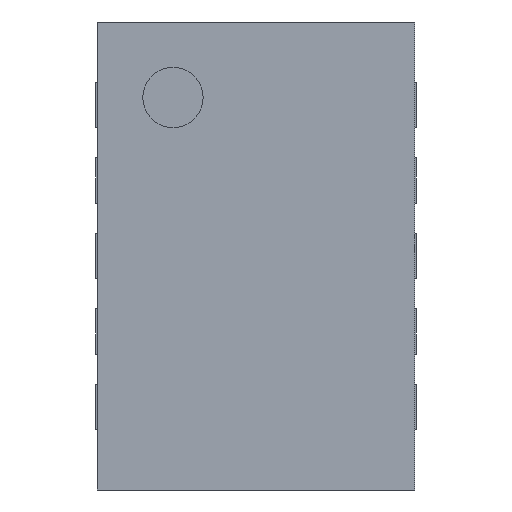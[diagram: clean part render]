
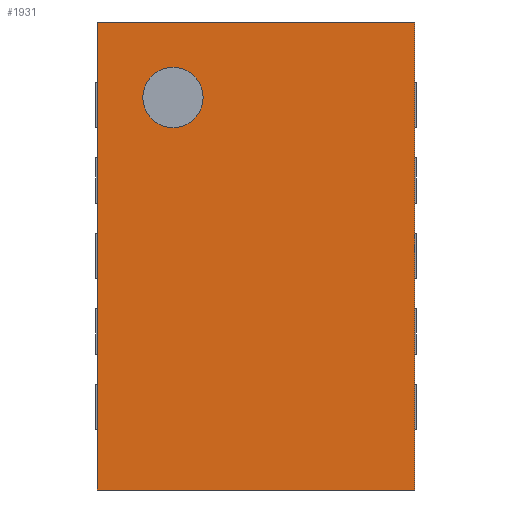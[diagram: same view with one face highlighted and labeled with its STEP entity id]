
A CAD part, front view. The second image highlights one B-rep face of the part: STEP entity #1931.
In plain terms, the highlighted planar face has unit normal (0, -1, 0).
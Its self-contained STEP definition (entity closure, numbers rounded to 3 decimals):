
#11 = CARTESIAN_POINT ( 'NONE',  ( -1.05, -0.8, 1.55 ) ) ;
#111 = DIRECTION ( 'NONE',  ( 0., 0., 1. ) ) ;
#167 = VECTOR ( 'NONE', #1761, 1000. ) ;
#218 = PLANE ( 'NONE',  #2778 ) ;
#367 = EDGE_CURVE ( 'NONE', #1823, #917, #1503, .T. ) ;
#444 = AXIS2_PLACEMENT_3D ( 'NONE', #3585, #2874, #1027 ) ;
#712 = DIRECTION ( 'NONE',  ( 0., 0., -1. ) ) ;
#769 = EDGE_LOOP ( 'NONE', ( #3996, #2290 ) ) ;
#917 = VERTEX_POINT ( 'NONE', #3872 ) ;
#1000 = VECTOR ( 'NONE', #3366, 1000. ) ;
#1026 = VERTEX_POINT ( 'NONE', #3656 ) ;
#1027 = DIRECTION ( 'NONE',  ( 0., 0., 1. ) ) ;
#1039 = AXIS2_PLACEMENT_3D ( 'NONE', #1971, #2889, #3233 ) ;
#1051 = VERTEX_POINT ( 'NONE', #3271 ) ;
#1148 = VECTOR ( 'NONE', #3696, 1000. ) ;
#1162 = CARTESIAN_POINT ( 'NONE',  ( -1.05, -0.8, 1.55 ) ) ;
#1204 = EDGE_CURVE ( 'NONE', #1868, #1788, #1894, .T. ) ;
#1380 = ORIENTED_EDGE ( 'NONE', *, *, #3314, .F. ) ;
#1503 = CIRCLE ( 'NONE', #444, 0.2 ) ;
#1663 = DIRECTION ( 'NONE',  ( 0., -1., 0. ) ) ;
#1761 = DIRECTION ( 'NONE',  ( -1., 0., 0. ) ) ;
#1788 = VERTEX_POINT ( 'NONE', #2756 ) ;
#1823 = VERTEX_POINT ( 'NONE', #3018 ) ;
#1864 = ORIENTED_EDGE ( 'NONE', *, *, #3662, .F. ) ;
#1868 = VERTEX_POINT ( 'NONE', #3385 ) ;
#1894 = LINE ( 'NONE', #2428, #1148 ) ;
#1931 = ADVANCED_FACE ( 'NONE', ( #2198, #3501 ), #218, .T. ) ;
#1971 = CARTESIAN_POINT ( 'NONE',  ( -0.55, -0.8, 1.05 ) ) ;
#2070 = ORIENTED_EDGE ( 'NONE', *, *, #1204, .F. ) ;
#2198 = FACE_BOUND ( 'NONE', #769, .T. ) ;
#2290 = ORIENTED_EDGE ( 'NONE', *, *, #367, .T. ) ;
#2421 = EDGE_LOOP ( 'NONE', ( #1864, #3095, #1380, #2070 ) ) ;
#2425 = CARTESIAN_POINT ( 'NONE',  ( -1.05, -0.8, -2.55 ) ) ;
#2428 = CARTESIAN_POINT ( 'NONE',  ( 1.05, -0.8, 1.55 ) ) ;
#2508 = EDGE_CURVE ( 'NONE', #917, #1823, #3921, .T. ) ;
#2756 = CARTESIAN_POINT ( 'NONE',  ( 1.05, -0.8, -1.55 ) ) ;
#2778 = AXIS2_PLACEMENT_3D ( 'NONE', #11, #1663, #712 ) ;
#2874 = DIRECTION ( 'NONE',  ( 0., 1., 0. ) ) ;
#2889 = DIRECTION ( 'NONE',  ( 0., 1., 0. ) ) ;
#3018 = CARTESIAN_POINT ( 'NONE',  ( -0.55, -0.8, 0.85 ) ) ;
#3022 = CARTESIAN_POINT ( 'NONE',  ( 2.05, -0.8, -1.55 ) ) ;
#3095 = ORIENTED_EDGE ( 'NONE', *, *, #3926, .F. ) ;
#3203 = LINE ( 'NONE', #2425, #3541 ) ;
#3233 = DIRECTION ( 'NONE',  ( 0., 0., 1. ) ) ;
#3271 = CARTESIAN_POINT ( 'NONE',  ( -1.05, -0.8, -1.55 ) ) ;
#3314 = EDGE_CURVE ( 'NONE', #1788, #1051, #4043, .T. ) ;
#3366 = DIRECTION ( 'NONE',  ( 1., 0., 0. ) ) ;
#3385 = CARTESIAN_POINT ( 'NONE',  ( 1.05, -0.8, 1.55 ) ) ;
#3501 = FACE_OUTER_BOUND ( 'NONE', #2421, .T. ) ;
#3541 = VECTOR ( 'NONE', #111, 1000. ) ;
#3585 = CARTESIAN_POINT ( 'NONE',  ( -0.55, -0.8, 1.05 ) ) ;
#3656 = CARTESIAN_POINT ( 'NONE',  ( -1.05, -0.8, 1.55 ) ) ;
#3662 = EDGE_CURVE ( 'NONE', #1026, #1868, #3981, .T. ) ;
#3696 = DIRECTION ( 'NONE',  ( 0., 0., -1. ) ) ;
#3872 = CARTESIAN_POINT ( 'NONE',  ( -0.55, -0.8, 1.25 ) ) ;
#3921 = CIRCLE ( 'NONE', #1039, 0.2 ) ;
#3926 = EDGE_CURVE ( 'NONE', #1051, #1026, #3203, .T. ) ;
#3981 = LINE ( 'NONE', #1162, #1000 ) ;
#3996 = ORIENTED_EDGE ( 'NONE', *, *, #2508, .T. ) ;
#4043 = LINE ( 'NONE', #3022, #167 ) ;
